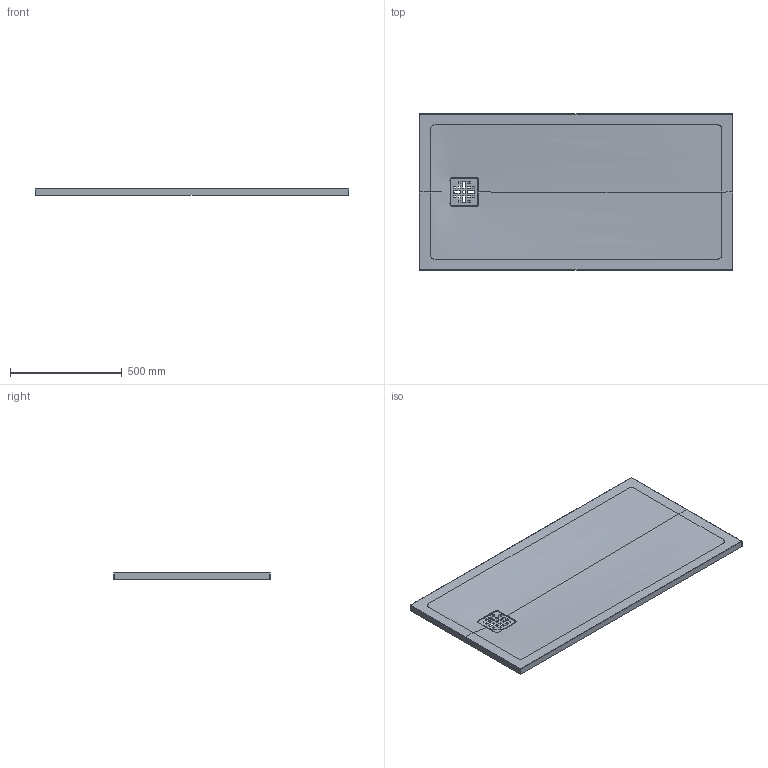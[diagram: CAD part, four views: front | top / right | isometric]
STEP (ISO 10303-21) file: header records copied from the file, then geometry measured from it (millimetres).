
FILE_DESCRIPTION(/* description */ (''),/* implementation_level */ '2;1');
FILE_NAME(/* name */ '14-295_M7746A_140X70 PIETRA_NEW bordo inclinato doppia iniezione.stp',/* time_stamp */ '2021-03-31T15:00:00+02:00',/* author */ (''),/* organization */ (''),/* preprocessor_version */ 'ST-DEVELOPER v15',/* originating_system */ 'SIEMENS PLM Software NX 8.5',/* authorisation */ '');
FILE_SCHEMA (('AP203_CONFIGURATION_CONTROLLED_3D_DESIGN_OF_MECHANICAL_PARTS_AND_ASSEMBLIES_MIM_LF { 1 0 10303 403 2 1 2}'));
Products named in the file (1): carl87F04AC8tpxg
Bounding box: 1400 x 700 x 30.14 mm (x, y, z)
Volume: 17741448.7 mm3; surface area: 2128137.5 mm2
Topology: 2 solids, 2 shells, 344 faces, 924 edges, 579 vertices
Faces by surface type: bspline 123, plane 107, cylinder 95, sphere 10, cone 5, torus 4
Full cylindrical faces by diameter (mm): 90 x1
Entity records: 39604 total; most frequent: CARTESIAN_POINT 31736, ORIENTED_EDGE 1806, DIRECTION 1355, EDGE_CURVE 903, VERTEX_POINT 573, AXIS2_PLACEMENT_3D 492, EDGE_LOOP 390, LINE 371
